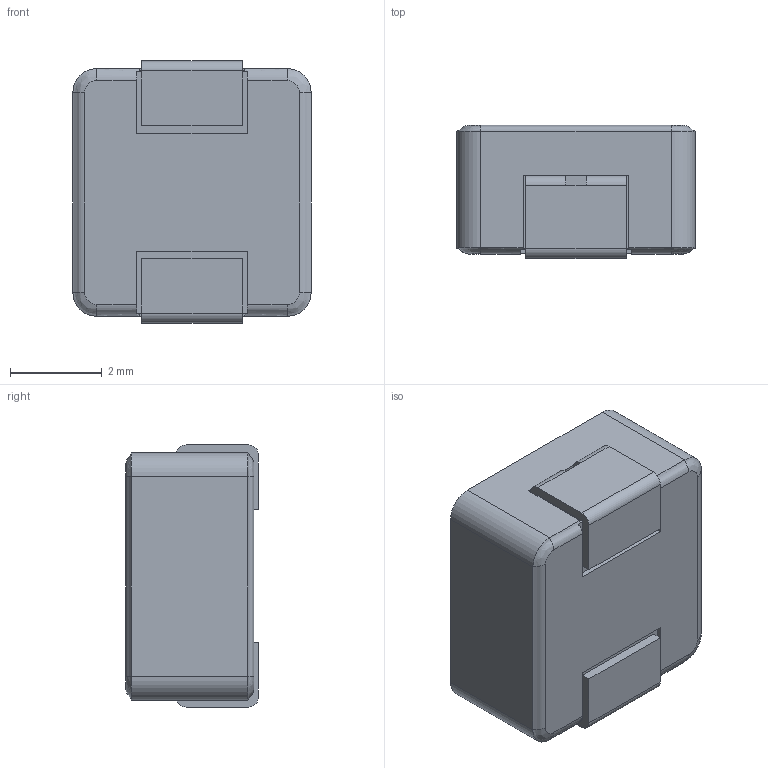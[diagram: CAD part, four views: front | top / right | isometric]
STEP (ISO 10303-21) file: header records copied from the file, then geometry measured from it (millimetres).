
FILE_DESCRIPTION (( 'STEP AP214' ), '1' );
FILE_NAME ('FXL0530.STEP', '2020-08-23T04:23:49', ( '' ), ( '' ), 'SwSTEP 2.0', 'SolidWorks 2020', '' );
FILE_SCHEMA (( 'AUTOMOTIVE_DESIGN' ));
Length unit declared in the file: millimetre
Products named in the file (3): 錨璃1; 錨璃2; FXL0530
Assembly tree (3 placements, depth 2):
  FXL0530
    錨璃1
    錨璃2  x2
Bounding box: 5.2 x 2.9 x 5.72 mm (x, y, z)
Volume: 79 mm3; surface area: 139.6 mm2
Topology: 3 solids, 3 shells, 78 faces, 192 edges, 120 vertices
Faces by surface type: plane 46, bspline 16, cylinder 16
Entity records: 2142 total; most frequent: CARTESIAN_POINT 722, ORIENTED_EDGE 296, DIRECTION 236, EDGE_CURVE 148, LINE 96, VECTOR 96, VERTEX_POINT 92, AXIS2_PLACEMENT_3D 70
